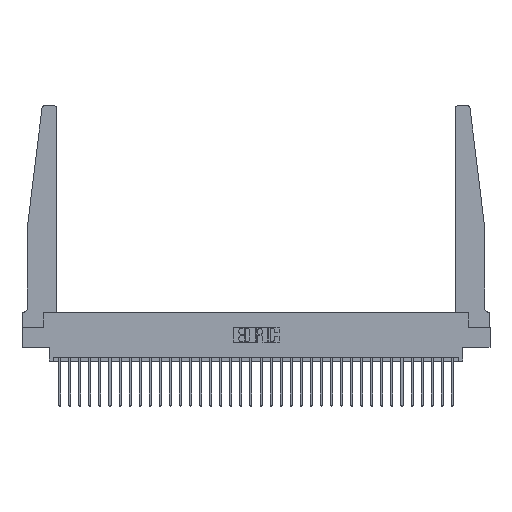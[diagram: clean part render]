
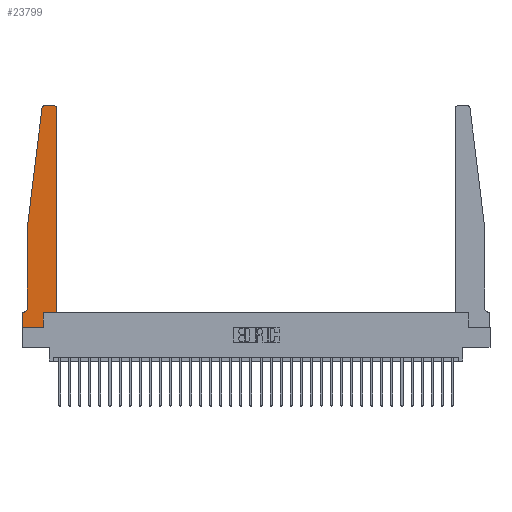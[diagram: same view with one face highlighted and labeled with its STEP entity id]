
A CAD part, top view. The second image highlights one B-rep face of the part: STEP entity #23799.
In plain terms, the highlighted planar face has unit normal (0, 0, 1).
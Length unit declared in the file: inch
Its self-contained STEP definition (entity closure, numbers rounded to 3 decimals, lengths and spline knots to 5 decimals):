
#427 = AXIS2_PLACEMENT_3D ( 'NONE', #26841, #11434, #4653 ) ;
#636 = VERTEX_POINT ( 'NONE', #25268 ) ;
#733 = DIRECTION ( 'NONE',  ( -1., 0., 0. ) ) ;
#1075 = ORIENTED_EDGE ( 'NONE', *, *, #27352, .T. ) ;
#2405 = DIRECTION ( 'NONE',  ( 0., 1., 0. ) ) ;
#2668 = VECTOR ( 'NONE', #13063, 39.37008 ) ;
#2895 = DIRECTION ( 'NONE',  ( 1., 0., 0. ) ) ;
#3039 = EDGE_CURVE ( 'NONE', #22128, #22701, #17923, .T. ) ;
#3040 = CARTESIAN_POINT ( 'NONE',  ( 0.425, 0.18, 0.37 ) ) ;
#3601 = DIRECTION ( 'NONE',  ( 1., 0., 0. ) ) ;
#3644 = CARTESIAN_POINT ( 'NONE',  ( 0.2605, 0.18, 0.37 ) ) ;
#3720 = LINE ( 'NONE', #11593, #8188 ) ;
#3794 = CARTESIAN_POINT ( 'NONE',  ( 0., 0., 0.37 ) ) ;
#3903 = EDGE_CURVE ( 'NONE', #26820, #29469, #30569, .T. ) ;
#4220 = CARTESIAN_POINT ( 'NONE',  ( 0.2605, 0., 0.37 ) ) ;
#4255 = EDGE_CURVE ( 'NONE', #22701, #10183, #25680, .T. ) ;
#4447 = CARTESIAN_POINT ( 'NONE',  ( 0.27653, 2.72, 0.37 ) ) ;
#4523 = CIRCLE ( 'NONE', #427, 0.05 ) ;
#4653 = DIRECTION ( 'NONE',  ( -1., 0., 0. ) ) ;
#4802 = LINE ( 'NONE', #22320, #9325 ) ;
#5925 = LINE ( 'NONE', #27938, #22671 ) ;
#6021 = CARTESIAN_POINT ( 'NONE',  ( 0., 0.1875, 0.37 ) ) ;
#6137 = VERTEX_POINT ( 'NONE', #30805 ) ;
#6448 = EDGE_CURVE ( 'NONE', #6137, #22128, #23189, .T. ) ;
#6642 = PLANE ( 'NONE',  #13796 ) ;
#7023 = DIRECTION ( 'NONE',  ( 0., 0., 1. ) ) ;
#7192 = CARTESIAN_POINT ( 'NONE',  ( 0.015, 0.1875, 0.37 ) ) ;
#7344 = DIRECTION ( 'NONE',  ( 1., 0., 0. ) ) ;
#7708 = ORIENTED_EDGE ( 'NONE', *, *, #4255, .T. ) ;
#8188 = VECTOR ( 'NONE', #8706, 39.37008 ) ;
#8433 = LINE ( 'NONE', #22899, #17983 ) ;
#8706 = DIRECTION ( 'NONE',  ( -1., 0., 0. ) ) ;
#9044 = VECTOR ( 'NONE', #30339, 39.37008 ) ;
#9325 = VECTOR ( 'NONE', #2405, 39.37008 ) ;
#9924 = DIRECTION ( 'NONE',  ( 1., 0., 0. ) ) ;
#9986 = VERTEX_POINT ( 'NONE', #21232 ) ;
#9990 = CARTESIAN_POINT ( 'NONE',  ( 0.425, 2.72, 0.37 ) ) ;
#10068 = EDGE_CURVE ( 'NONE', #15732, #6137, #3720, .T. ) ;
#10183 = VERTEX_POINT ( 'NONE', #22009 ) ;
#10472 = EDGE_CURVE ( 'NONE', #26656, #9986, #11287, .T. ) ;
#11287 = CIRCLE ( 'NONE', #15372, 0.03 ) ;
#11434 = DIRECTION ( 'NONE',  ( 0., 0., -1. ) ) ;
#11593 = CARTESIAN_POINT ( 'NONE',  ( 0.065, 0.1875, 0.37 ) ) ;
#11771 = ORIENTED_EDGE ( 'NONE', *, *, #10472, .T. ) ;
#11925 = EDGE_CURVE ( 'NONE', #21562, #636, #28599, .T. ) ;
#12645 = ORIENTED_EDGE ( 'NONE', *, *, #6448, .T. ) ;
#13063 = DIRECTION ( 'NONE',  ( 0., -1., 0. ) ) ;
#13372 = VECTOR ( 'NONE', #26183, 39.37008 ) ;
#13779 = VERTEX_POINT ( 'NONE', #3040 ) ;
#13796 = AXIS2_PLACEMENT_3D ( 'NONE', #6021, #14022, #3601 ) ;
#14022 = DIRECTION ( 'NONE',  ( 0., 0., 1. ) ) ;
#15372 = AXIS2_PLACEMENT_3D ( 'NONE', #22820, #27645, #2895 ) ;
#15605 = EDGE_LOOP ( 'NONE', ( #28211, #20440, #1075, #25722, #31649, #15895, #12645, #19653, #7708, #30162, #17819, #11771 ) ) ;
#15705 = DIRECTION ( 'NONE',  ( -0.122, -0.992, 0. ) ) ;
#15732 = VERTEX_POINT ( 'NONE', #7192 ) ;
#15895 = ORIENTED_EDGE ( 'NONE', *, *, #10068, .T. ) ;
#16186 = EDGE_CURVE ( 'NONE', #9986, #26820, #8433, .T. ) ;
#17412 = EDGE_CURVE ( 'NONE', #13779, #26656, #4802, .T. ) ;
#17698 = VECTOR ( 'NONE', #20835, 39.37008 ) ;
#17819 = ORIENTED_EDGE ( 'NONE', *, *, #17412, .T. ) ;
#17923 = LINE ( 'NONE', #3794, #17698 ) ;
#17983 = VECTOR ( 'NONE', #733, 39.37008 ) ;
#18782 = CARTESIAN_POINT ( 'NONE',  ( 0.065, 1.25, 0.37 ) ) ;
#19653 = ORIENTED_EDGE ( 'NONE', *, *, #3039, .T. ) ;
#20386 = EDGE_CURVE ( 'NONE', #10183, #13779, #25029, .T. ) ;
#20440 = ORIENTED_EDGE ( 'NONE', *, *, #3903, .T. ) ;
#20835 = DIRECTION ( 'NONE',  ( 1., 0., 0. ) ) ;
#21040 = CARTESIAN_POINT ( 'NONE',  ( 0.27653, 2.75, 0.37 ) ) ;
#21232 = CARTESIAN_POINT ( 'NONE',  ( 0.395, 2.75, 0.37 ) ) ;
#21267 = FACE_OUTER_BOUND ( 'NONE', #15605, .T. ) ;
#21562 = VERTEX_POINT ( 'NONE', #25065 ) ;
#22009 = CARTESIAN_POINT ( 'NONE',  ( 0.2605, 0.18, 0.37 ) ) ;
#22128 = VERTEX_POINT ( 'NONE', #26136 ) ;
#22320 = CARTESIAN_POINT ( 'NONE',  ( 0.425, 0.18, 0.37 ) ) ;
#22671 = VECTOR ( 'NONE', #15705, 39.37008 ) ;
#22701 = VERTEX_POINT ( 'NONE', #4220 ) ;
#22819 = VECTOR ( 'NONE', #9924, 39.37008 ) ;
#22820 = CARTESIAN_POINT ( 'NONE',  ( 0.395, 2.72, 0.37 ) ) ;
#22899 = CARTESIAN_POINT ( 'NONE',  ( 0.25, 2.75, 0.37 ) ) ;
#23064 = EDGE_CURVE ( 'NONE', #636, #15732, #4523, .T. ) ;
#23189 = LINE ( 'NONE', #27377, #2668 ) ;
#23551 = CARTESIAN_POINT ( 'NONE',  ( 0.24675, 2.72367, 0.37 ) ) ;
#23799 = ADVANCED_FACE ( 'NONE', ( #21267 ), #6642, .T. ) ;
#25029 = LINE ( 'NONE', #29689, #22819 ) ;
#25065 = CARTESIAN_POINT ( 'NONE',  ( 0.065, 1.25, 0.37 ) ) ;
#25268 = CARTESIAN_POINT ( 'NONE',  ( 0.065, 0.2375, 0.37 ) ) ;
#25680 = LINE ( 'NONE', #3644, #9044 ) ;
#25722 = ORIENTED_EDGE ( 'NONE', *, *, #11925, .T. ) ;
#25966 = AXIS2_PLACEMENT_3D ( 'NONE', #4447, #7023, #7344 ) ;
#26136 = CARTESIAN_POINT ( 'NONE',  ( 0., 0., 0.37 ) ) ;
#26183 = DIRECTION ( 'NONE',  ( 0., -1., 0. ) ) ;
#26656 = VERTEX_POINT ( 'NONE', #9990 ) ;
#26820 = VERTEX_POINT ( 'NONE', #21040 ) ;
#26841 = CARTESIAN_POINT ( 'NONE',  ( 0.015, 0.2375, 0.37 ) ) ;
#27352 = EDGE_CURVE ( 'NONE', #29469, #21562, #5925, .T. ) ;
#27377 = CARTESIAN_POINT ( 'NONE',  ( 0., 0., 0.37 ) ) ;
#27645 = DIRECTION ( 'NONE',  ( 0., 0., 1. ) ) ;
#27938 = CARTESIAN_POINT ( 'NONE',  ( 0.065, 1.25, 0.37 ) ) ;
#28211 = ORIENTED_EDGE ( 'NONE', *, *, #16186, .T. ) ;
#28599 = LINE ( 'NONE', #18782, #13372 ) ;
#29469 = VERTEX_POINT ( 'NONE', #23551 ) ;
#29689 = CARTESIAN_POINT ( 'NONE',  ( 0.425, 0.18, 0.37 ) ) ;
#30162 = ORIENTED_EDGE ( 'NONE', *, *, #20386, .T. ) ;
#30339 = DIRECTION ( 'NONE',  ( 0., 1., 0. ) ) ;
#30569 = CIRCLE ( 'NONE', #25966, 0.03 ) ;
#30805 = CARTESIAN_POINT ( 'NONE',  ( 0., 0.1875, 0.37 ) ) ;
#31649 = ORIENTED_EDGE ( 'NONE', *, *, #23064, .T. ) ;
